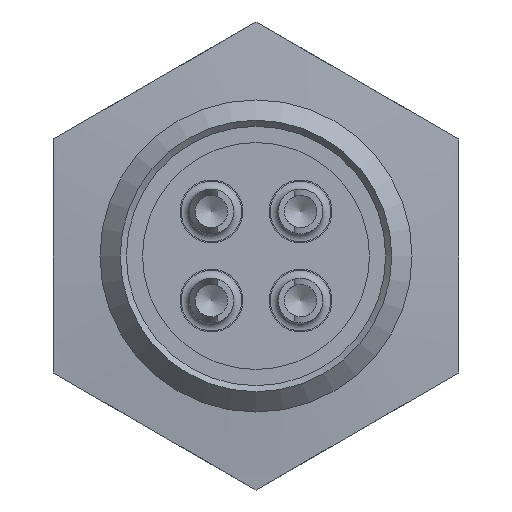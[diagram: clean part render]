
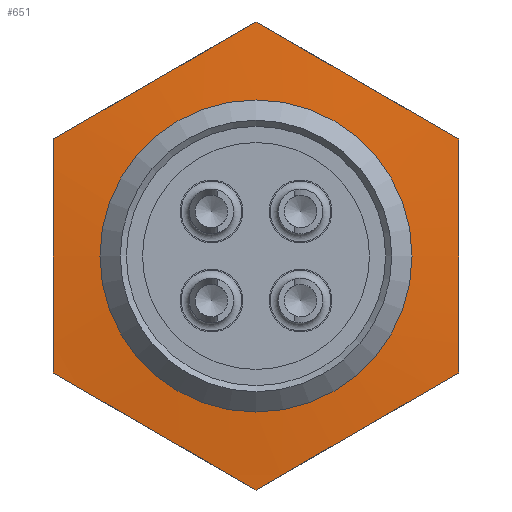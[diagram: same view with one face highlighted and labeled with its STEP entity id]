
A CAD part, left-side view. The second image highlights one B-rep face of the part: STEP entity #651.
In plain terms, the highlighted conical face has half-angle 85 degrees and reference radius 9.13 mm.
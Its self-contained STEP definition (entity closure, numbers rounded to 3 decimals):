
#125=CONICAL_SURFACE('',#2432,9.13,85.);
#560=B_SPLINE_CURVE_WITH_KNOTS('',3,(#3375,#3376,#3377,#3378),.UNSPECIFIED.,
 .F.,.F.,(4,4),(0.,1.),.UNSPECIFIED.);
#562=B_SPLINE_CURVE_WITH_KNOTS('',3,(#3424,#3425,#3426,#3427),.UNSPECIFIED.,
 .F.,.F.,(4,4),(0.,1.),.UNSPECIFIED.);
#564=B_SPLINE_CURVE_WITH_KNOTS('',3,(#3435,#3436,#3437,#3438),.UNSPECIFIED.,
 .F.,.F.,(4,4),(0.,1.),.UNSPECIFIED.);
#566=B_SPLINE_CURVE_WITH_KNOTS('',3,(#3446,#3447,#3448,#3449),.UNSPECIFIED.,
 .F.,.F.,(4,4),(0.,1.),.UNSPECIFIED.);
#568=B_SPLINE_CURVE_WITH_KNOTS('',3,(#3457,#3458,#3459,#3460),.UNSPECIFIED.,
 .F.,.F.,(4,4),(0.,1.),.UNSPECIFIED.);
#570=B_SPLINE_CURVE_WITH_KNOTS('',3,(#3468,#3469,#3470,#3471),.UNSPECIFIED.,
 .F.,.F.,(4,4),(0.,1.),.UNSPECIFIED.);
#651=ADVANCED_FACE('',(#822,#823),#125,.T.);
#822=FACE_BOUND('',#956,.T.);
#823=FACE_BOUND('',#957,.T.);
#956=EDGE_LOOP('',(#1213));
#957=EDGE_LOOP('',(#1214,#1215,#1216,#1217,#1218,#1219));
#1213=ORIENTED_EDGE('',*,*,#1993,.F.);
#1214=ORIENTED_EDGE('',*,*,#2030,.F.);
#1215=ORIENTED_EDGE('',*,*,#2027,.F.);
#1216=ORIENTED_EDGE('',*,*,#2024,.F.);
#1217=ORIENTED_EDGE('',*,*,#2021,.F.);
#1218=ORIENTED_EDGE('',*,*,#2018,.F.);
#1219=ORIENTED_EDGE('',*,*,#1998,.F.);
#1771=VERTEX_POINT('',#3361);
#1776=VERTEX_POINT('',#3374);
#1777=VERTEX_POINT('',#3379);
#1793=VERTEX_POINT('',#3428);
#1794=VERTEX_POINT('',#3439);
#1795=VERTEX_POINT('',#3450);
#1796=VERTEX_POINT('',#3461);
#1993=EDGE_CURVE('',#1771,#1771,#2300,.T.);
#1998=EDGE_CURVE('',#1776,#1777,#560,.T.);
#2018=EDGE_CURVE('',#1777,#1793,#562,.T.);
#2021=EDGE_CURVE('',#1793,#1794,#564,.T.);
#2024=EDGE_CURVE('',#1794,#1795,#566,.T.);
#2027=EDGE_CURVE('',#1795,#1796,#568,.T.);
#2030=EDGE_CURVE('',#1796,#1776,#570,.T.);
#2300=CIRCLE('',#2411,3.85);
#2411=AXIS2_PLACEMENT_3D('',#3360,#2696,#2697);
#2432=AXIS2_PLACEMENT_3D('',#3473,#2756,#2757);
#2696=DIRECTION('',(-1.,0.,0.));
#2697=DIRECTION('',(0.,0.,1.));
#2756=DIRECTION('',(1.,0.,0.));
#2757=DIRECTION('',(0.,0.,-1.));
#3360=CARTESIAN_POINT('',(1.3,0.,0.));
#3361=CARTESIAN_POINT('',(1.3,0.,3.85));
#3374=CARTESIAN_POINT('',(1.468,-5.,2.887));
#3375=CARTESIAN_POINT('',(1.468,-5.,2.887));
#3376=CARTESIAN_POINT('',(1.384,-5.,0.963));
#3377=CARTESIAN_POINT('',(1.384,-5.,-0.963));
#3378=CARTESIAN_POINT('',(1.468,-5.,-2.887));
#3379=CARTESIAN_POINT('',(1.468,-5.,-2.887));
#3424=CARTESIAN_POINT('',(1.468,-5.,-2.887));
#3425=CARTESIAN_POINT('',(1.384,-3.333,-3.849));
#3426=CARTESIAN_POINT('',(1.384,-1.667,-4.811));
#3427=CARTESIAN_POINT('',(1.468,0.,-5.774));
#3428=CARTESIAN_POINT('',(1.468,0.,-5.774));
#3435=CARTESIAN_POINT('',(1.468,0.,-5.774));
#3436=CARTESIAN_POINT('',(1.384,1.667,-4.811));
#3437=CARTESIAN_POINT('',(1.384,3.333,-3.849));
#3438=CARTESIAN_POINT('',(1.468,5.,-2.887));
#3439=CARTESIAN_POINT('',(1.468,5.,-2.887));
#3446=CARTESIAN_POINT('',(1.468,5.,-2.887));
#3447=CARTESIAN_POINT('',(1.384,5.,-0.963));
#3448=CARTESIAN_POINT('',(1.384,5.,0.963));
#3449=CARTESIAN_POINT('',(1.468,5.,2.887));
#3450=CARTESIAN_POINT('',(1.468,5.,2.887));
#3457=CARTESIAN_POINT('',(1.468,5.,2.887));
#3458=CARTESIAN_POINT('',(1.384,3.333,3.849));
#3459=CARTESIAN_POINT('',(1.384,1.667,4.811));
#3460=CARTESIAN_POINT('',(1.468,0.,5.774));
#3461=CARTESIAN_POINT('',(1.468,0.,5.774));
#3468=CARTESIAN_POINT('',(1.468,0.,5.774));
#3469=CARTESIAN_POINT('',(1.384,-1.667,4.811));
#3470=CARTESIAN_POINT('',(1.384,-3.333,3.849));
#3471=CARTESIAN_POINT('',(1.468,-5.,2.887));
#3473=CARTESIAN_POINT('',(1.762,0.,0.));
